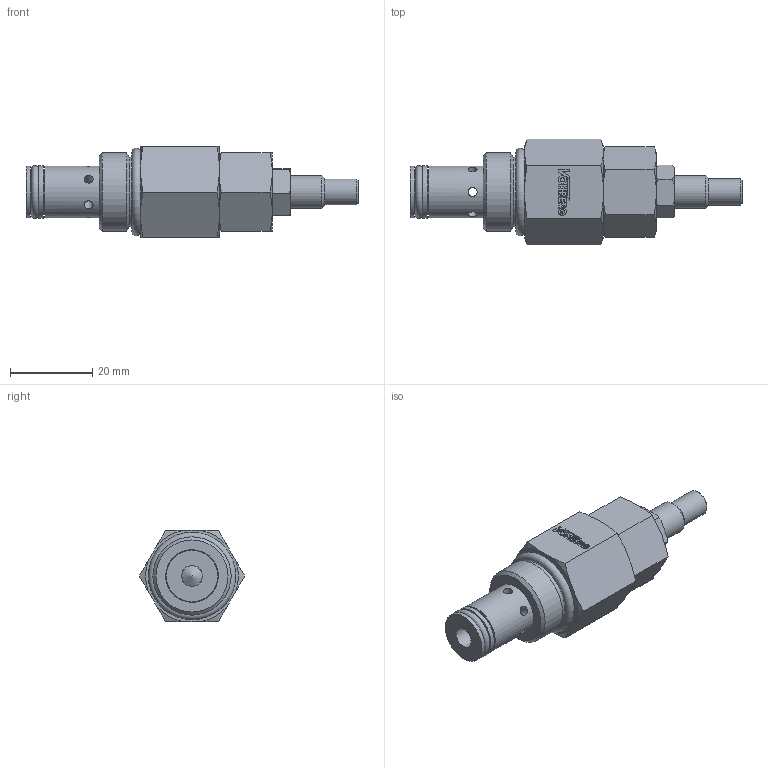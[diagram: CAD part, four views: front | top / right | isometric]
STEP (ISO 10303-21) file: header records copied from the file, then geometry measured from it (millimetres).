
FILE_DESCRIPTION((''),'2;1');
FILE_NAME('2808.stp','2015-01-26T16:17:23',('jml'),(''),'Autodesk Inventor 2010','Autodesk Inventor 2010','');
FILE_SCHEMA(('AUTOMOTIVE_DESIGN { 1 0 10303 214 1 1 1 1 }'));
Length unit declared in the file: inch
Products named in the file (10): 2608 (LevelofDetail1); 220700; 220743; 220746; 990172; 906 O-RING; 908 O-RING; 009 O-RING; 012 O-RING; 012 BACKUP
Assembly tree (9 placements, depth 2):
  2608 (LevelofDetail1)
    220700
    220743
    220746
    990172
    906 O-RING
    908 O-RING
    009 O-RING
    012 O-RING
    012 BACKUP
Bounding box: 80.78 x 25.66 x 22.23 mm (x, y, z)
Volume: 17222 mm3; surface area: 10093.6 mm2
Topology: 9 solids, 9 shells, 245 faces, 616 edges, 405 vertices
Faces by surface type: plane 132, cone 59, cylinder 38, bspline 10, torus 6
Full cylindrical faces by diameter (mm): 1.044 x1, 2.184 x6, 5.461 x1, 6.35 x2, 7.036 x1, 7.874 x1, 7.925 x1, 8.331 x2, 9.754 x1, 10.109 x1, 12.294 x1, 12.624 x2, 12.751 x1, 14.275 x1, 16.815 x1, 19.05 x1
Entity records: 7844 total; most frequent: CARTESIAN_POINT 1971, ORIENTED_EDGE 1110, DIRECTION 1103, EDGE_CURVE 555, AXIS2_PLACEMENT_3D 408, VERTEX_POINT 396, EDGE_LOOP 341, VECTOR 287
